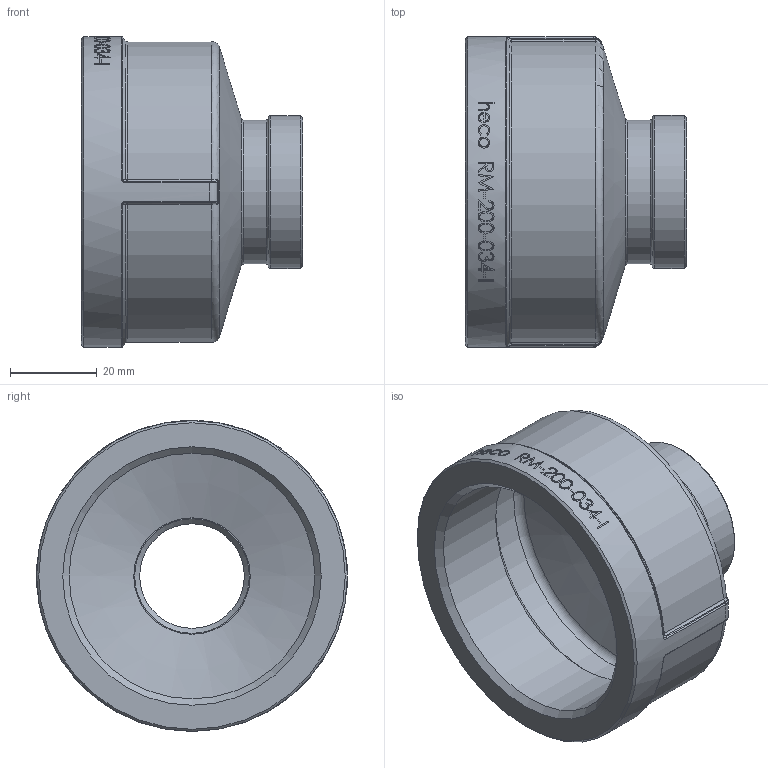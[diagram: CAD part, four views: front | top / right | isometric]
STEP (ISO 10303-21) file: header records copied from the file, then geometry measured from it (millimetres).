
FILE_DESCRIPTION (( 'STEP AP214' ), '1' );
FILE_NAME ('heco_RM-200-034-I Reduziermuffe 2305.STEP', '2023-05-11T08:30:22', ( '' ), ( '' ), 'SwSTEP 2.0', 'SolidWorks 2019', '' );
FILE_SCHEMA (( 'AUTOMOTIVE_DESIGN' ));
Length unit declared in the file: millimetre
Products named in the file (1): heco_RM-200-034-I Reduziermuffe 2305
Bounding box: 51 x 71.7 x 71.71 mm (x, y, z)
Volume: 51264.4 mm3; surface area: 23036.5 mm2
Topology: 1 solids, 1 shells, 262 faces, 656 edges, 422 vertices
Faces by surface type: bspline 129, plane 66, cylinder 39, torus 14, cone 10, sphere 4
Full cylindrical faces by diameter (mm): 24.117 x1, 33.2 x1, 35.3 x1, 56.656 x1, 62.9 x1, 71.7 x1
Entity records: 25941 total; most frequent: CARTESIAN_POINT 18896, ORIENTED_EDGE 1258, EDGE_CURVE 629, DIRECTION 628, VERTEX_POINT 415, B_SPLINE_CURVE_WITH_KNOTS 398, EDGE_LOOP 308, FACE_OUTER_BOUND 272
